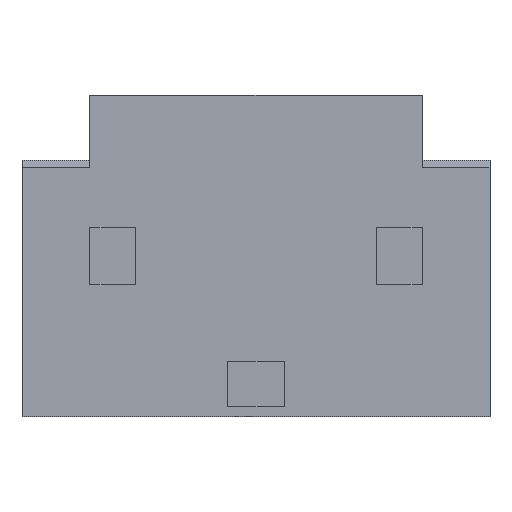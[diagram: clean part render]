
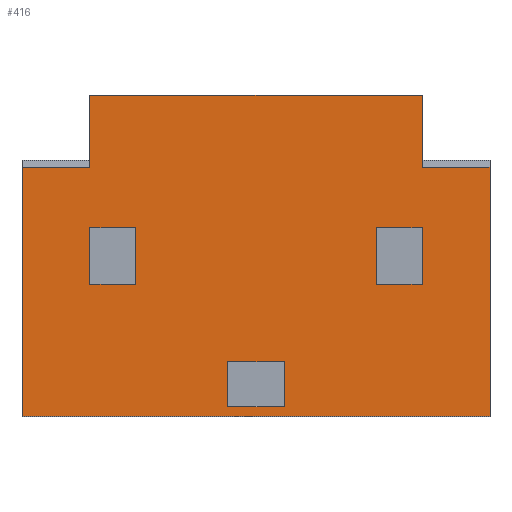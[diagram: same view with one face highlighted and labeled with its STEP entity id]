
A CAD part, top view. The second image highlights one B-rep face of the part: STEP entity #416.
In plain terms, the highlighted planar face has unit normal (0, 0, 1).
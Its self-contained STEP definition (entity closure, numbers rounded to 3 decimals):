
#112=LINE('',#2107,#238);
#114=LINE('',#2111,#240);
#115=LINE('',#2114,#241);
#116=LINE('',#2116,#242);
#117=LINE('',#2118,#243);
#118=LINE('',#2119,#244);
#119=LINE('',#2122,#245);
#120=LINE('',#2124,#246);
#121=LINE('',#2126,#247);
#122=LINE('',#2127,#248);
#123=LINE('',#2130,#249);
#124=LINE('',#2132,#250);
#125=LINE('',#2134,#251);
#126=LINE('',#2135,#252);
#127=LINE('',#2138,#253);
#128=LINE('',#2140,#254);
#129=LINE('',#2142,#255);
#130=LINE('',#2144,#256);
#131=LINE('',#2146,#257);
#132=LINE('',#2147,#258);
#238=VECTOR('',#1470,1.);
#240=VECTOR('',#1474,1.);
#241=VECTOR('',#1475,1.);
#242=VECTOR('',#1476,1.);
#243=VECTOR('',#1477,1.);
#244=VECTOR('',#1478,1.);
#245=VECTOR('',#1479,1.);
#246=VECTOR('',#1480,1.);
#247=VECTOR('',#1481,1.);
#248=VECTOR('',#1482,1.);
#249=VECTOR('',#1483,1.);
#250=VECTOR('',#1484,1.);
#251=VECTOR('',#1485,1.);
#252=VECTOR('',#1486,1.);
#253=VECTOR('',#1487,1.);
#254=VECTOR('',#1488,1.);
#255=VECTOR('',#1489,1.);
#256=VECTOR('',#1490,1.);
#257=VECTOR('',#1491,1.);
#258=VECTOR('',#1492,1.);
#350=PLANE('',#1329);
#416=ADVANCED_FACE('',(#513,#514,#515,#516),#350,.F.);
#513=FACE_BOUND('',#574,.T.);
#514=FACE_BOUND('',#575,.T.);
#515=FACE_BOUND('',#576,.T.);
#516=FACE_BOUND('',#577,.T.);
#574=EDGE_LOOP('',(#708,#709,#710,#711));
#575=EDGE_LOOP('',(#712,#713,#714,#715));
#576=EDGE_LOOP('',(#716,#717,#718,#719));
#577=EDGE_LOOP('',(#720,#721,#722,#723,#724,#725,#726,#727));
#708=ORIENTED_EDGE('',*,*,#1135,.T.);
#709=ORIENTED_EDGE('',*,*,#1136,.T.);
#710=ORIENTED_EDGE('',*,*,#1137,.T.);
#711=ORIENTED_EDGE('',*,*,#1138,.T.);
#712=ORIENTED_EDGE('',*,*,#1139,.T.);
#713=ORIENTED_EDGE('',*,*,#1140,.T.);
#714=ORIENTED_EDGE('',*,*,#1141,.T.);
#715=ORIENTED_EDGE('',*,*,#1142,.T.);
#716=ORIENTED_EDGE('',*,*,#1143,.T.);
#717=ORIENTED_EDGE('',*,*,#1144,.T.);
#718=ORIENTED_EDGE('',*,*,#1145,.T.);
#719=ORIENTED_EDGE('',*,*,#1146,.T.);
#720=ORIENTED_EDGE('',*,*,#1147,.F.);
#721=ORIENTED_EDGE('',*,*,#1148,.F.);
#722=ORIENTED_EDGE('',*,*,#1149,.F.);
#723=ORIENTED_EDGE('',*,*,#1150,.F.);
#724=ORIENTED_EDGE('',*,*,#1151,.F.);
#725=ORIENTED_EDGE('',*,*,#1152,.F.);
#726=ORIENTED_EDGE('',*,*,#1133,.T.);
#727=ORIENTED_EDGE('',*,*,#1153,.T.);
#1007=VERTEX_POINT('',#2106);
#1008=VERTEX_POINT('',#2108);
#1009=VERTEX_POINT('',#2112);
#1010=VERTEX_POINT('',#2113);
#1011=VERTEX_POINT('',#2115);
#1012=VERTEX_POINT('',#2117);
#1013=VERTEX_POINT('',#2120);
#1014=VERTEX_POINT('',#2121);
#1015=VERTEX_POINT('',#2123);
#1016=VERTEX_POINT('',#2125);
#1017=VERTEX_POINT('',#2128);
#1018=VERTEX_POINT('',#2129);
#1019=VERTEX_POINT('',#2131);
#1020=VERTEX_POINT('',#2133);
#1021=VERTEX_POINT('',#2136);
#1022=VERTEX_POINT('',#2137);
#1023=VERTEX_POINT('',#2139);
#1024=VERTEX_POINT('',#2141);
#1025=VERTEX_POINT('',#2143);
#1026=VERTEX_POINT('',#2145);
#1133=EDGE_CURVE('',#1008,#1007,#112,.T.);
#1135=EDGE_CURVE('',#1009,#1010,#114,.T.);
#1136=EDGE_CURVE('',#1010,#1011,#115,.T.);
#1137=EDGE_CURVE('',#1011,#1012,#116,.T.);
#1138=EDGE_CURVE('',#1012,#1009,#117,.T.);
#1139=EDGE_CURVE('',#1013,#1014,#118,.T.);
#1140=EDGE_CURVE('',#1014,#1015,#119,.T.);
#1141=EDGE_CURVE('',#1015,#1016,#120,.T.);
#1142=EDGE_CURVE('',#1016,#1013,#121,.T.);
#1143=EDGE_CURVE('',#1017,#1018,#122,.T.);
#1144=EDGE_CURVE('',#1018,#1019,#123,.T.);
#1145=EDGE_CURVE('',#1019,#1020,#124,.T.);
#1146=EDGE_CURVE('',#1020,#1017,#125,.T.);
#1147=EDGE_CURVE('',#1021,#1022,#126,.T.);
#1148=EDGE_CURVE('',#1023,#1021,#127,.T.);
#1149=EDGE_CURVE('',#1024,#1023,#128,.T.);
#1150=EDGE_CURVE('',#1025,#1024,#129,.T.);
#1151=EDGE_CURVE('',#1026,#1025,#130,.T.);
#1152=EDGE_CURVE('',#1008,#1026,#131,.T.);
#1153=EDGE_CURVE('',#1007,#1022,#132,.T.);
#1329=AXIS2_PLACEMENT_3D('',#2148,#1493,#1494);
#1470=DIRECTION('',(1.,0.,0.));
#1474=DIRECTION('',(0.,-1.,0.));
#1475=DIRECTION('',(-1.,0.,0.));
#1476=DIRECTION('',(0.,1.,0.));
#1477=DIRECTION('',(1.,0.,0.));
#1478=DIRECTION('',(-1.,0.,0.));
#1479=DIRECTION('',(0.,1.,0.));
#1480=DIRECTION('',(1.,0.,0.));
#1481=DIRECTION('',(0.,-1.,0.));
#1482=DIRECTION('',(0.,-1.,0.));
#1483=DIRECTION('',(-1.,0.,0.));
#1484=DIRECTION('',(0.,1.,0.));
#1485=DIRECTION('',(1.,0.,0.));
#1486=DIRECTION('',(1.,0.,0.));
#1487=DIRECTION('',(0.,-1.,0.));
#1488=DIRECTION('',(1.,0.,0.));
#1489=DIRECTION('',(0.,1.,0.));
#1490=DIRECTION('',(1.,0.,0.));
#1491=DIRECTION('',(0.,1.,0.));
#1492=DIRECTION('',(0.,1.,0.));
#1493=DIRECTION('',(0.,0.,-1.));
#1494=DIRECTION('',(0.,-1.,0.));
#2106=CARTESIAN_POINT('',(62.,-42.5,0.));
#2107=CARTESIAN_POINT('',(-62.,-42.5,0.));
#2108=CARTESIAN_POINT('',(-62.,-42.5,0.));
#2111=CARTESIAN_POINT('',(44.,7.5,0.));
#2112=CARTESIAN_POINT('',(44.,7.5,0.));
#2113=CARTESIAN_POINT('',(44.,-7.5,0.));
#2114=CARTESIAN_POINT('',(44.,-7.5,0.));
#2115=CARTESIAN_POINT('',(32.,-7.5,0.));
#2116=CARTESIAN_POINT('',(32.,-7.5,0.));
#2117=CARTESIAN_POINT('',(32.,7.5,0.));
#2118=CARTESIAN_POINT('',(32.,7.5,0.));
#2119=CARTESIAN_POINT('',(7.5,-40.,0.));
#2120=CARTESIAN_POINT('',(7.5,-40.,0.));
#2121=CARTESIAN_POINT('',(-7.5,-40.,0.));
#2122=CARTESIAN_POINT('',(-7.5,-40.,0.));
#2123=CARTESIAN_POINT('',(-7.5,-28.,0.));
#2124=CARTESIAN_POINT('',(-7.5,-28.,0.));
#2125=CARTESIAN_POINT('',(7.5,-28.,0.));
#2126=CARTESIAN_POINT('',(7.5,-28.,0.));
#2127=CARTESIAN_POINT('',(-32.,7.5,0.));
#2128=CARTESIAN_POINT('',(-32.,7.5,0.));
#2129=CARTESIAN_POINT('',(-32.,-7.5,0.));
#2130=CARTESIAN_POINT('',(-32.,-7.5,0.));
#2131=CARTESIAN_POINT('',(-44.,-7.5,0.));
#2132=CARTESIAN_POINT('',(-44.,-7.5,0.));
#2133=CARTESIAN_POINT('',(-44.,7.5,0.));
#2134=CARTESIAN_POINT('',(-44.,7.5,0.));
#2135=CARTESIAN_POINT('',(44.,23.5,0.));
#2136=CARTESIAN_POINT('',(44.,23.5,0.));
#2137=CARTESIAN_POINT('',(62.,23.5,0.));
#2138=CARTESIAN_POINT('',(44.,42.5,0.));
#2139=CARTESIAN_POINT('',(44.,42.5,0.));
#2140=CARTESIAN_POINT('',(-62.,42.5,0.));
#2141=CARTESIAN_POINT('',(-44.,42.5,0.));
#2142=CARTESIAN_POINT('',(-44.,23.5,0.));
#2143=CARTESIAN_POINT('',(-44.,23.5,0.));
#2144=CARTESIAN_POINT('',(-62.,23.5,0.));
#2145=CARTESIAN_POINT('',(-62.,23.5,0.));
#2146=CARTESIAN_POINT('',(-62.,-42.5,0.));
#2147=CARTESIAN_POINT('',(62.,-42.5,0.));
#2148=CARTESIAN_POINT('',(-62.,-42.5,0.));
